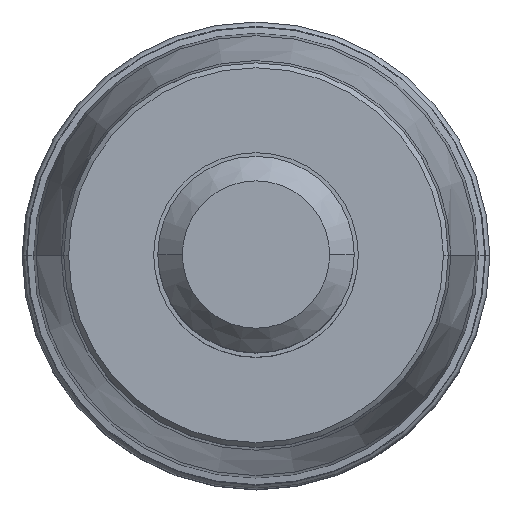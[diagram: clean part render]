
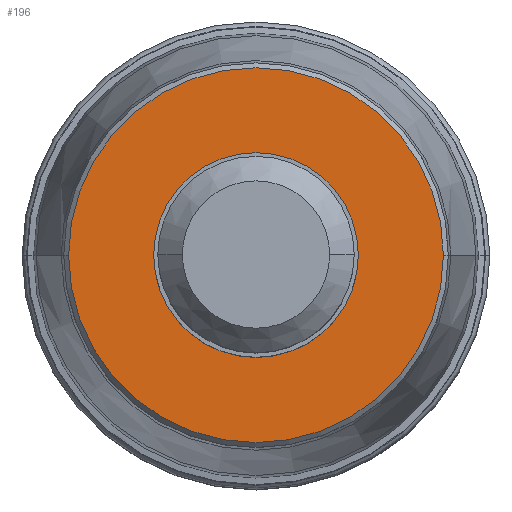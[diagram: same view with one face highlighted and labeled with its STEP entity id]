
A CAD part, top view. The second image highlights one B-rep face of the part: STEP entity #196.
In plain terms, the highlighted planar face has unit normal (0, 0, 1).
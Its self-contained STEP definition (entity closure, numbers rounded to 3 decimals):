
#29=PLANE('',#1617);
#35=FACE_BOUND('',#384,.T.);
#36=FACE_BOUND('',#385,.T.);
#196=ADVANCED_FACE('',(#35,#36),#29,.F.);
#384=EDGE_LOOP('',(#650,#651,#652,#653));
#385=EDGE_LOOP('',(#654,#655));
#650=ORIENTED_EDGE('',*,*,#1027,.T.);
#651=ORIENTED_EDGE('',*,*,#1031,.T.);
#652=ORIENTED_EDGE('',*,*,#1030,.T.);
#653=ORIENTED_EDGE('',*,*,#1028,.T.);
#654=ORIENTED_EDGE('',*,*,#1032,.T.);
#655=ORIENTED_EDGE('',*,*,#1033,.T.);
#866=VERTEX_POINT('',#3512);
#867=VERTEX_POINT('',#3514);
#868=VERTEX_POINT('',#3516);
#869=VERTEX_POINT('',#3520);
#870=VERTEX_POINT('',#3524);
#871=VERTEX_POINT('',#3525);
#1027=EDGE_CURVE('',#867,#866,#1243,.T.);
#1028=EDGE_CURVE('',#868,#867,#1244,.T.);
#1030=EDGE_CURVE('',#869,#868,#1245,.T.);
#1031=EDGE_CURVE('',#866,#869,#1246,.T.);
#1032=EDGE_CURVE('',#870,#871,#1247,.T.);
#1033=EDGE_CURVE('',#871,#870,#1248,.T.);
#1243=CIRCLE('',#1609,11.45);
#1244=CIRCLE('',#1610,11.45);
#1245=CIRCLE('',#1612,11.45);
#1246=CIRCLE('',#1613,11.45);
#1247=CIRCLE('',#1615,6.25);
#1248=CIRCLE('',#1616,6.25);
#1609=AXIS2_PLACEMENT_3D('',#3513,#1965,#1966);
#1610=AXIS2_PLACEMENT_3D('',#3515,#1967,#1968);
#1612=AXIS2_PLACEMENT_3D('',#3519,#1972,#1973);
#1613=AXIS2_PLACEMENT_3D('',#3521,#1974,#1975);
#1615=AXIS2_PLACEMENT_3D('',#3523,#1978,#1979);
#1616=AXIS2_PLACEMENT_3D('',#3526,#1980,#1981);
#1617=AXIS2_PLACEMENT_3D('',#3527,#1982,#1983);
#1965=DIRECTION('',(0.,0.,1.));
#1966=DIRECTION('',(0.,1.,0.));
#1967=DIRECTION('',(0.,0.,1.));
#1968=DIRECTION('',(1.,0.,0.));
#1972=DIRECTION('',(0.,0.,1.));
#1973=DIRECTION('',(0.,-1.,0.));
#1974=DIRECTION('',(0.,0.,1.));
#1975=DIRECTION('',(-1.,0.,0.));
#1978=DIRECTION('',(0.,0.,-1.));
#1979=DIRECTION('',(-1.,0.,0.));
#1980=DIRECTION('',(0.,0.,-1.));
#1981=DIRECTION('',(1.,0.,0.));
#1982=DIRECTION('',(0.,0.,-1.));
#1983=DIRECTION('',(1.,0.,0.));
#3512=CARTESIAN_POINT('',(-11.45,0.,0.));
#3513=CARTESIAN_POINT('',(0.,0.,0.));
#3514=CARTESIAN_POINT('',(0.,11.45,0.));
#3515=CARTESIAN_POINT('',(0.,0.,0.));
#3516=CARTESIAN_POINT('',(11.45,0.,0.));
#3519=CARTESIAN_POINT('',(0.,0.,0.));
#3520=CARTESIAN_POINT('',(0.,-11.45,0.));
#3521=CARTESIAN_POINT('',(0.,0.,0.));
#3523=CARTESIAN_POINT('',(0.,0.,0.));
#3524=CARTESIAN_POINT('',(-6.25,0.,0.));
#3525=CARTESIAN_POINT('',(6.25,0.,0.));
#3526=CARTESIAN_POINT('',(0.,0.,0.));
#3527=CARTESIAN_POINT('',(0.,0.,0.));
